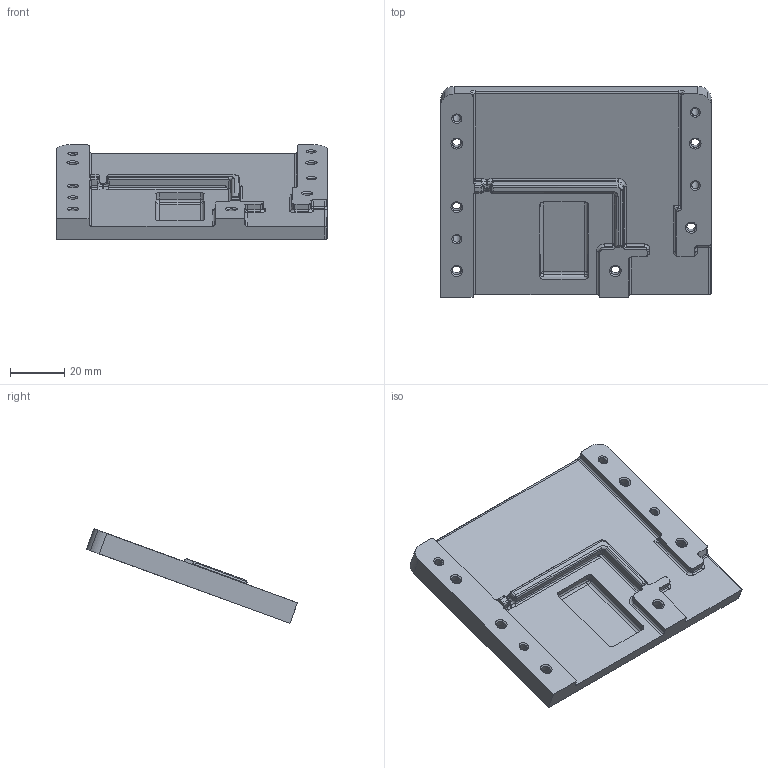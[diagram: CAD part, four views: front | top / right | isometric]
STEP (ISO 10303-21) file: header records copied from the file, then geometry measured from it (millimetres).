
FILE_DESCRIPTION(('STEP AP214'),'1');
FILE_NAME('Baseplate_rear.stp','2022-08-06T14:25:12',(' '),(' '),'Spatial InterOp 3D',' ',' ');
FILE_SCHEMA(('AUTOMOTIVE_DESIGN { 1 0 10303 214 1 1 1 1 }'));
Length unit declared in the file: metre
Products named in the file (1): Baseplate_rear
Bounding box: 100 x 77.78 x 34.83 mm (x, y, z)
Volume: 43044.1 mm3; surface area: 20415.5 mm2
Topology: 1 solids, 1 shells, 294 faces, 729 edges, 417 vertices
Faces by surface type: cylinder 172, plane 41, cone 40, sphere 21, torus 15, bspline 5
Entity records: 9737 total; most frequent: CARTESIAN_POINT 2592, DIRECTION 1659, ORIENTED_EDGE 1416, EDGE_CURVE 708, AXIS2_PLACEMENT_3D 669, VERTEX_POINT 417, CIRCLE 349, LINE 321
